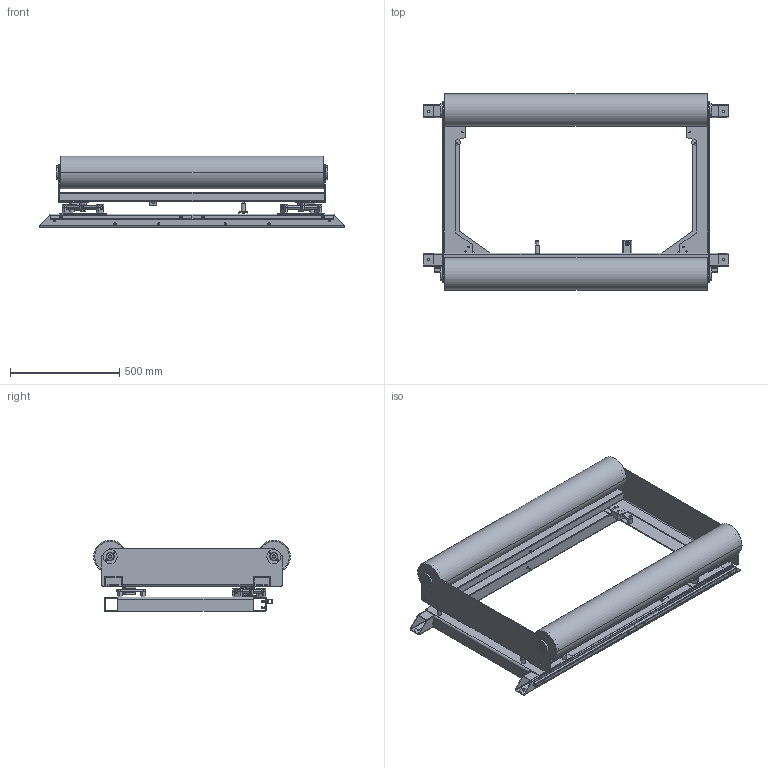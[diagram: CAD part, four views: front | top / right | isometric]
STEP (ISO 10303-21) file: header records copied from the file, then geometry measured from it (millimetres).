
FILE_DESCRIPTION((''),'2;1');
FILE_NAME('K1901311_stp.stp','2019-01-31T16:20:05',(''),(''),'Mechanical Desktop 2009','Mechanical Desktop 2009',', , ');
FILE_SCHEMA(('CONFIG_CONTROL_DESIGN'));
Length unit declared in the file: millimetre
Products named in the file (71): K1901311_STP; K1407042; K1407044; K1407044A; K1407045; K1407045A; K1407046A; K1407046; K1407047A; K1407047; K1309064A; K1309064; K0806235; K0806235A; SCHWEISSBOLZEN_M6X16A; SCHWEISSBOLZEN_M6X16; U-SCHEIBE_10_5_35X2_5A; U-SCHEIBE_10_5_35X2_5; BLINDNIETMUTTER_M6_UT_FESG3_5; BLINDNIETMUTTER_M6_UT_FESG3_5A; K1407042|AVE_RENDER; K1407042|AVE_GLOBAL; K1407042|RM_SDB; K1901312; K1407051; K1407051A; K1407052A; K1407052; K1901314A; K1901314; K1901313A; K1901313; K0806235AA; 6KT-SCHRAUBE_M6X8A; 6KT-SCHRAUBE_M6X8; U-SCHEIBE_M6A; U-SCHEIBE_M6; K1309065A; K1309065; K1901312|AVE_RENDER ...
Assembly tree (135 placements, depth 4):
  K1901311_STP
    K1407042
      K1407044
        K1407044A
      K1407045
        K1407045A
      K1407046A
        K1407046
      K1407047A
        K1407047
      K1309064A
        K1309064
      K0806235
        K0806235A
      SCHWEISSBOLZEN_M6X16A
        SCHWEISSBOLZEN_M6X16
      U-SCHEIBE_10_5_35X2_5A  x4
        U-SCHEIBE_10_5_35X2_5
      BLINDNIETMUTTER_M6_UT_FESG3_5  x12
        BLINDNIETMUTTER_M6_UT_FESG3_5A
      K1407042|AVE_RENDER  x8
      K1407042|AVE_GLOBAL
      K1407042|RM_SDB  x3
    K1901312
      K1407051
        K1407051A
      K1407052A
        K1407052
      K1901314A
        K1901314
      K1901313A
        K1901313
      K0806235AA
        K0806235A
      6KT-SCHRAUBE_M6X8A
        6KT-SCHRAUBE_M6X8
      U-SCHEIBE_M6A
        U-SCHEIBE_M6
      K1309065A
        K1309065
      K1901312|AVE_RENDER  x8
      K1901312|AVE_GLOBAL
      K1901312|RM_SDB  x3
    K0605198  x4
      K0605198A
    WELLE_D16H6X210_ROSTFREIA  x2
      WELLE_D16H6X210_ROSTFREI
    K0605201A  x2
      K0605201
    K0605202A  x4
      K0605202
    K0605203A  x2
      K0605203
    KUGEL_ZU_GLEITLAGERBOCK_D16DUA  x2
      KUGEL_ZU_GLEITLAGERBOCK_D16DU
    K0402068A  x2
      K0402068
    K0402069A  x2
      K0402069
    K0608225  x2
Bounding box: 1400 x 900 x 327.5 mm (x, y, z)
Volume: 16656940 mm3; surface area: 6296685.2 mm2
Topology: 71 solids, 71 shells, 1537 faces, 3856 edges, 2492 vertices
Faces by surface type: plane 751, cylinder 578, cone 112, torus 56, bspline 32, sphere 8
Entity records: 28277 total; most frequent: CARTESIAN_POINT 4849, DIRECTION 4840, ORIENTED_EDGE 4478, EDGE_CURVE 2239, AXIS2_PLACEMENT_3D 1633, VECTOR 1574, LINE 1574, VERTEX_POINT 1472
